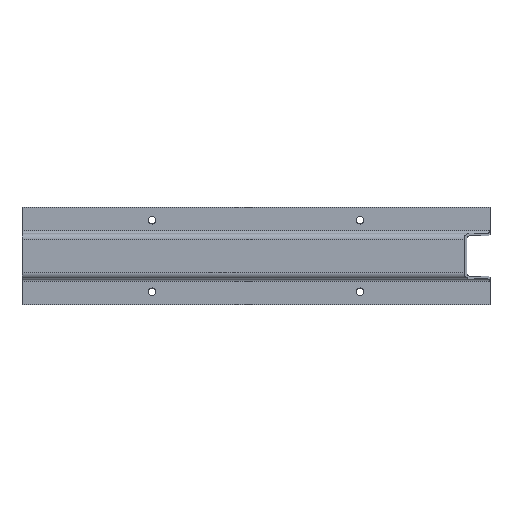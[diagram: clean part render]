
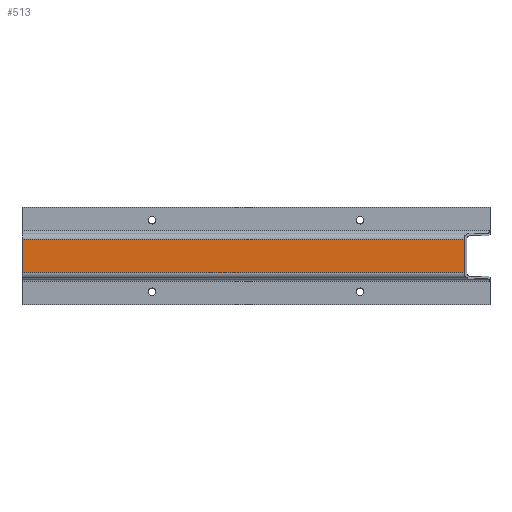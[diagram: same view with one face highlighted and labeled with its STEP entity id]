
A CAD part, left-side view. The second image highlights one B-rep face of the part: STEP entity #513.
In plain terms, the highlighted planar face has unit normal (-1, 0, 0).
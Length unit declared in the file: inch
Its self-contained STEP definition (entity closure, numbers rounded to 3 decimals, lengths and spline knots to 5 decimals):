
#31=LINE('',#809,#77);
#32=LINE('',#811,#78);
#33=LINE('',#813,#79);
#34=LINE('',#814,#80);
#77=VECTOR('',#651,39.37008);
#78=VECTOR('',#652,39.37008);
#79=VECTOR('',#653,39.37008);
#80=VECTOR('',#654,39.37008);
#117=PLANE('',#570);
#149=FACE_OUTER_BOUND('',#181,.T.);
#181=EDGE_LOOP('',(#368,#369,#370,#371));
#246=VERTEX_POINT('',#807);
#247=VERTEX_POINT('',#808);
#248=VERTEX_POINT('',#810);
#249=VERTEX_POINT('',#812);
#296=EDGE_CURVE('',#246,#247,#31,.T.);
#297=EDGE_CURVE('',#247,#248,#32,.T.);
#298=EDGE_CURVE('',#248,#249,#33,.T.);
#299=EDGE_CURVE('',#249,#246,#34,.T.);
#368=ORIENTED_EDGE('',*,*,#296,.T.);
#369=ORIENTED_EDGE('',*,*,#297,.T.);
#370=ORIENTED_EDGE('',*,*,#298,.T.);
#371=ORIENTED_EDGE('',*,*,#299,.T.);
#513=ADVANCED_FACE('',(#149),#117,.F.);
#570=AXIS2_PLACEMENT_3D('',#806,#649,#650);
#649=DIRECTION('center_axis',(1.,0.,0.));
#650=DIRECTION('ref_axis',(0.,0.,-1.));
#651=DIRECTION('',(0.,-1.,0.));
#652=DIRECTION('',(0.,0.,1.));
#653=DIRECTION('',(0.,1.,0.));
#654=DIRECTION('',(0.,0.,-1.));
#806=CARTESIAN_POINT('Origin',(5.89306,-18.,-8.99591));
#807=CARTESIAN_POINT('',(5.89306,0.,-9.64391));
#808=CARTESIAN_POINT('',(5.89306,-17.,-9.64391));
#809=CARTESIAN_POINT('',(5.89306,-18.,-9.64391));
#810=CARTESIAN_POINT('',(5.89306,-17.,-8.34791));
#811=CARTESIAN_POINT('',(5.89306,-17.,-9.87091));
#812=CARTESIAN_POINT('',(5.89306,0.,-8.34791));
#813=CARTESIAN_POINT('',(5.89306,-18.,-8.34791));
#814=CARTESIAN_POINT('',(5.89306,0.,-8.99591));
